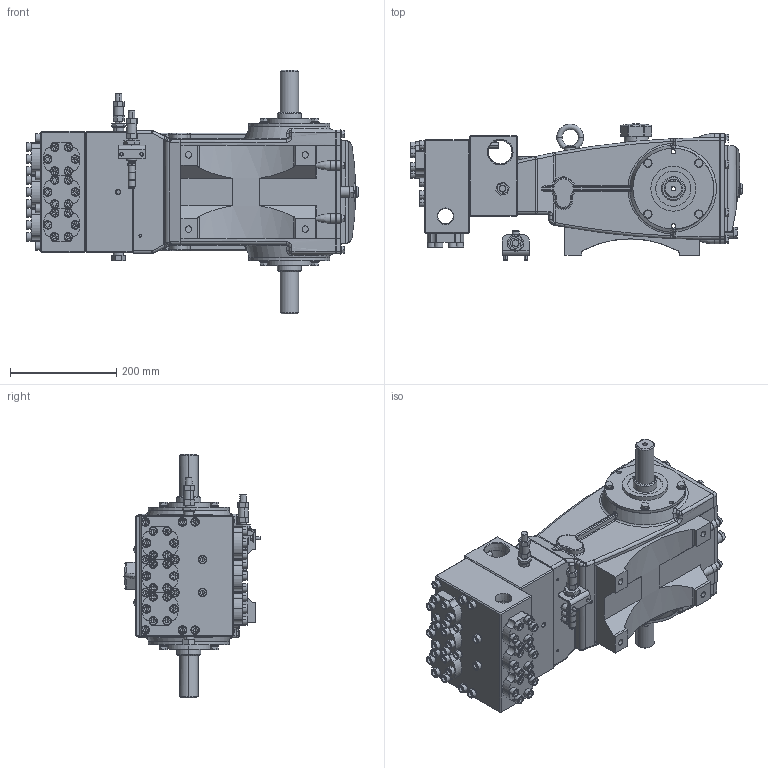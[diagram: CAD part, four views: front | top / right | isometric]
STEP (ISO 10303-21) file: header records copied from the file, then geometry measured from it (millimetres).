
FILE_DESCRIPTION (( 'STEP AP214' ), '1' );
FILE_NAME ('3801KM.CO2.STEP', '2020-10-28T14:59:21', ( '' ), ( '' ), 'SwSTEP 2.0', 'SolidWorks 2020', '' );
FILE_SCHEMA (( 'AUTOMOTIVE_DESIGN' ));
Length unit declared in the file: inch
Products named in the file (1): 3801KM.CO2
Bounding box: 625.99 x 257.15 x 459.99 mm (x, y, z)
Surface area: 869348.5 mm2 (no closed solid volume)
Topology: 0 solids, 119 shells, 1767 faces, 5362 edges, 3425 vertices
Faces by surface type: plane 837, cylinder 489, cone 278, torus 78, bspline 66, sphere 19
Entity records: 87178 total; most frequent: CARTESIAN_POINT 16813, DIRECTION 10412, ORIENTED_EDGE 8658, EDGE_CURVE 5262, AXIS2_PLACEMENT_3D 3746, VERTEX_POINT 3425, VECTOR 2920, LINE 2920
